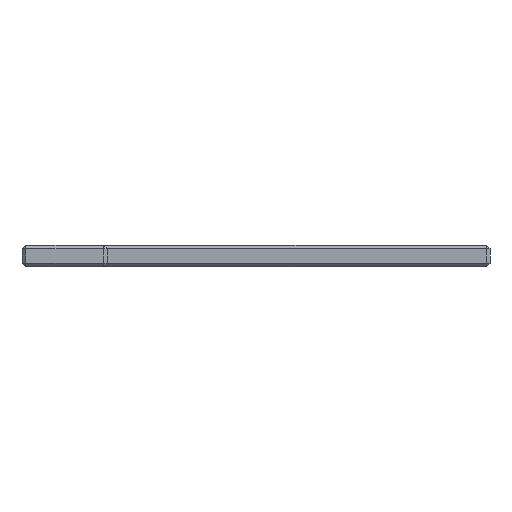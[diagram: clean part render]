
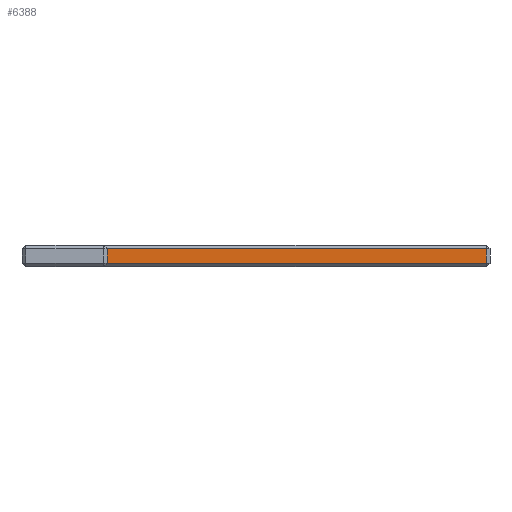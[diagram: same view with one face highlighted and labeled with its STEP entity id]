
A CAD part, front view. The second image highlights one B-rep face of the part: STEP entity #6388.
In plain terms, the highlighted planar face has unit normal (0, -1, 0).
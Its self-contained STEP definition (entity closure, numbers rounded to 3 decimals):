
#755 = PLANE('',#756);
#756 = AXIS2_PLACEMENT_3D('',#757,#758,#759);
#757 = CARTESIAN_POINT('',(-3.1,3.35,3.25));
#758 = DIRECTION('',(0.,-0.707,-0.707));
#759 = DIRECTION('',(1.,0.,0.));
#1343 = PLANE('',#1344);
#1344 = AXIS2_PLACEMENT_3D('',#1345,#1346,#1347);
#1345 = CARTESIAN_POINT('',(-3.1,3.35,5.75));
#1346 = DIRECTION('',(0.,0.707,-0.707));
#1347 = DIRECTION('',(1.,0.,0.));
#2801 = PLANE('',#2802);
#2802 = AXIS2_PLACEMENT_3D('',#2803,#2804,#2805);
#2803 = CARTESIAN_POINT('',(-3.1,3.1,3.));
#2804 = DIRECTION('',(1.,0.,0.));
#2805 = DIRECTION('',(0.,-1.,0.));
#3065 = VERTEX_POINT('',#3066);
#3066 = CARTESIAN_POINT('',(-3.1,3.1,3.5));
#3089 = VERTEX_POINT('',#3090);
#3090 = CARTESIAN_POINT('',(49.4,3.1,3.5));
#3111 = EDGE_CURVE('',#3065,#3089,#3112,.T.);
#3112 = SURFACE_CURVE('',#3113,(#3117,#3124),.PCURVE_S1.);
#3113 = LINE('',#3114,#3115);
#3114 = CARTESIAN_POINT('',(-3.1,3.1,3.5));
#3115 = VECTOR('',#3116,1.);
#3116 = DIRECTION('',(1.,0.,0.));
#3117 = PCURVE('',#755,#3118);
#3118 = DEFINITIONAL_REPRESENTATION('',(#3119),#3123);
#3119 = LINE('',#3120,#3121);
#3120 = CARTESIAN_POINT('',(0.,0.354));
#3121 = VECTOR('',#3122,1.);
#3122 = DIRECTION('',(1.,0.));
#3123 = ( GEOMETRIC_REPRESENTATION_CONTEXT(2) 
PARAMETRIC_REPRESENTATION_CONTEXT() REPRESENTATION_CONTEXT('2D SPACE',''
  ) );
#3124 = PCURVE('',#3125,#3130);
#3125 = PLANE('',#3126);
#3126 = AXIS2_PLACEMENT_3D('',#3127,#3128,#3129);
#3127 = CARTESIAN_POINT('',(-3.1,3.1,3.));
#3128 = DIRECTION('',(0.,1.,0.));
#3129 = DIRECTION('',(1.,0.,0.));
#3130 = DEFINITIONAL_REPRESENTATION('',(#3131),#3135);
#3131 = LINE('',#3132,#3133);
#3132 = CARTESIAN_POINT('',(0.,-0.5));
#3133 = VECTOR('',#3134,1.);
#3134 = DIRECTION('',(1.,0.));
#3135 = ( GEOMETRIC_REPRESENTATION_CONTEXT(2) 
PARAMETRIC_REPRESENTATION_CONTEXT() REPRESENTATION_CONTEXT('2D SPACE',''
  ) );
#4026 = VERTEX_POINT('',#4027);
#4027 = CARTESIAN_POINT('',(-3.1,3.1,5.5));
#4050 = VERTEX_POINT('',#4051);
#4051 = CARTESIAN_POINT('',(49.4,3.1,5.5));
#4072 = EDGE_CURVE('',#4026,#4050,#4073,.T.);
#4073 = SURFACE_CURVE('',#4074,(#4078,#4085),.PCURVE_S1.);
#4074 = LINE('',#4075,#4076);
#4075 = CARTESIAN_POINT('',(-3.1,3.1,5.5));
#4076 = VECTOR('',#4077,1.);
#4077 = DIRECTION('',(1.,0.,0.));
#4078 = PCURVE('',#1343,#4079);
#4079 = DEFINITIONAL_REPRESENTATION('',(#4080),#4084);
#4080 = LINE('',#4081,#4082);
#4081 = CARTESIAN_POINT('',(0.,0.354));
#4082 = VECTOR('',#4083,1.);
#4083 = DIRECTION('',(1.,0.));
#4084 = ( GEOMETRIC_REPRESENTATION_CONTEXT(2) 
PARAMETRIC_REPRESENTATION_CONTEXT() REPRESENTATION_CONTEXT('2D SPACE',''
  ) );
#4085 = PCURVE('',#3125,#4086);
#4086 = DEFINITIONAL_REPRESENTATION('',(#4087),#4091);
#4087 = LINE('',#4088,#4089);
#4088 = CARTESIAN_POINT('',(0.,-2.5));
#4089 = VECTOR('',#4090,1.);
#4090 = DIRECTION('',(1.,0.));
#4091 = ( GEOMETRIC_REPRESENTATION_CONTEXT(2) 
PARAMETRIC_REPRESENTATION_CONTEXT() REPRESENTATION_CONTEXT('2D SPACE',''
  ) );
#6196 = EDGE_CURVE('',#3065,#4026,#6197,.T.);
#6197 = SURFACE_CURVE('',#6198,(#6202,#6209),.PCURVE_S1.);
#6198 = LINE('',#6199,#6200);
#6199 = CARTESIAN_POINT('',(-3.1,3.1,3.));
#6200 = VECTOR('',#6201,1.);
#6201 = DIRECTION('',(0.,0.,1.));
#6202 = PCURVE('',#2801,#6203);
#6203 = DEFINITIONAL_REPRESENTATION('',(#6204),#6208);
#6204 = LINE('',#6205,#6206);
#6205 = CARTESIAN_POINT('',(0.,0.));
#6206 = VECTOR('',#6207,1.);
#6207 = DIRECTION('',(0.,-1.));
#6208 = ( GEOMETRIC_REPRESENTATION_CONTEXT(2) 
PARAMETRIC_REPRESENTATION_CONTEXT() REPRESENTATION_CONTEXT('2D SPACE',''
  ) );
#6209 = PCURVE('',#3125,#6210);
#6210 = DEFINITIONAL_REPRESENTATION('',(#6211),#6215);
#6211 = LINE('',#6212,#6213);
#6212 = CARTESIAN_POINT('',(0.,0.));
#6213 = VECTOR('',#6214,1.);
#6214 = DIRECTION('',(0.,-1.));
#6215 = ( GEOMETRIC_REPRESENTATION_CONTEXT(2) 
PARAMETRIC_REPRESENTATION_CONTEXT() REPRESENTATION_CONTEXT('2D SPACE',''
  ) );
#6350 = PLANE('',#6351);
#6351 = AXIS2_PLACEMENT_3D('',#6352,#6353,#6354);
#6352 = CARTESIAN_POINT('',(49.65,3.35,3.));
#6353 = DIRECTION('',(-0.707,0.707,0.));
#6354 = DIRECTION('',(-0.,-0.,-1.));
#6388 = ADVANCED_FACE('',(#6389),#3125,.F.);
#6389 = FACE_BOUND('',#6390,.F.);
#6390 = EDGE_LOOP('',(#6391,#6392,#6393,#6414));
#6391 = ORIENTED_EDGE('',*,*,#6196,.T.);
#6392 = ORIENTED_EDGE('',*,*,#4072,.T.);
#6393 = ORIENTED_EDGE('',*,*,#6394,.F.);
#6394 = EDGE_CURVE('',#3089,#4050,#6395,.T.);
#6395 = SURFACE_CURVE('',#6396,(#6400,#6407),.PCURVE_S1.);
#6396 = LINE('',#6397,#6398);
#6397 = CARTESIAN_POINT('',(49.4,3.1,3.));
#6398 = VECTOR('',#6399,1.);
#6399 = DIRECTION('',(0.,0.,1.));
#6400 = PCURVE('',#3125,#6401);
#6401 = DEFINITIONAL_REPRESENTATION('',(#6402),#6406);
#6402 = LINE('',#6403,#6404);
#6403 = CARTESIAN_POINT('',(52.5,0.));
#6404 = VECTOR('',#6405,1.);
#6405 = DIRECTION('',(0.,-1.));
#6406 = ( GEOMETRIC_REPRESENTATION_CONTEXT(2) 
PARAMETRIC_REPRESENTATION_CONTEXT() REPRESENTATION_CONTEXT('2D SPACE',''
  ) );
#6407 = PCURVE('',#6350,#6408);
#6408 = DEFINITIONAL_REPRESENTATION('',(#6409),#6413);
#6409 = LINE('',#6410,#6411);
#6410 = CARTESIAN_POINT('',(-0.,0.354));
#6411 = VECTOR('',#6412,1.);
#6412 = DIRECTION('',(-1.,0.));
#6413 = ( GEOMETRIC_REPRESENTATION_CONTEXT(2) 
PARAMETRIC_REPRESENTATION_CONTEXT() REPRESENTATION_CONTEXT('2D SPACE',''
  ) );
#6414 = ORIENTED_EDGE('',*,*,#3111,.F.);
